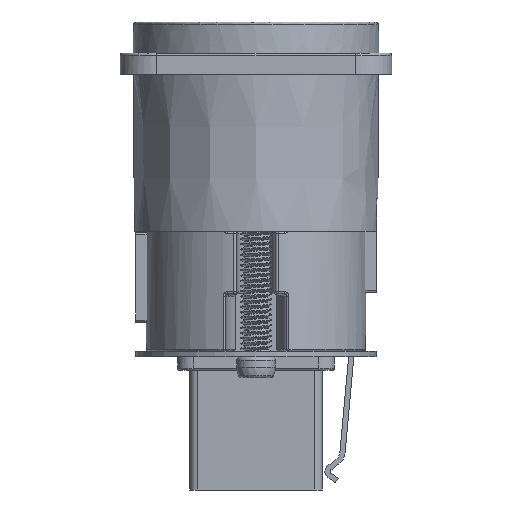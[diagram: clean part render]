
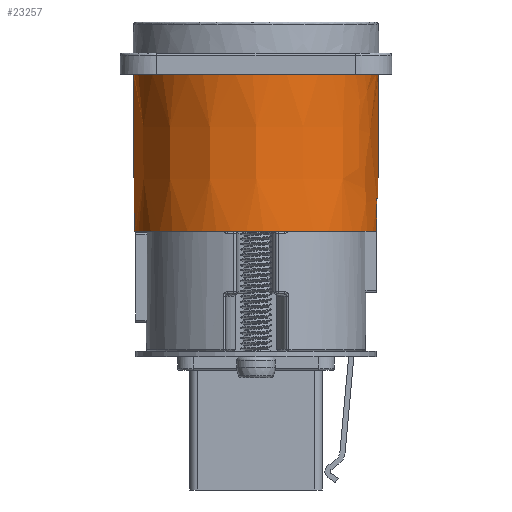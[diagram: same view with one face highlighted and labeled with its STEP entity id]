
A CAD part, front view. The second image highlights one B-rep face of the part: STEP entity #23257.
In plain terms, the highlighted free-form (B-spline) face has degree [3, 3] with [4, 9] control points.
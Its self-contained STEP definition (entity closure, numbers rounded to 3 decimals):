
#145=ELLIPSE('',#24549,10.732,9.411);
#1106=B_SPLINE_SURFACE_WITH_KNOTS('',3,3,((#64508,#64509,#64510,#64511,
#64512,#64513,#64514,#64515,#64516),(#64517,#64518,#64519,#64520,#64521,
#64522,#64523,#64524,#64525),(#64526,#64527,#64528,#64529,#64530,#64531,
#64532,#64533,#64534),(#64535,#64536,#64537,#64538,#64539,#64540,#64541,
#64542,#64543)),.UNSPECIFIED.,.F.,.F.,.F.,(4,4),(4,1,1,1,1,1,4),(-0.02,
1.02),(-0.01,0.,0.125,0.25,0.375,0.5,0.51),.UNSPECIFIED.);
#1416=FACE_OUTER_BOUND('',#2667,.T.);
#2667=EDGE_LOOP('',(#16328,#16329,#16330,#16331,#16332,#16333));
#4651=B_SPLINE_CURVE_WITH_KNOTS('',3,(#47665,#47666,#47667,#47668,#47669,
#47670,#47671,#47672,#47673,#47674,#47675,#47676,#47677,#47678,#47679,#47680,
#47681,#47682),.UNSPECIFIED.,.F.,.F.,(4,2,2,2,2,2,2,2,4),(-5.809,
-4.706,-3.69,-2.763,-2.026,
-1.391,-0.854,-0.417,0.),
 .UNSPECIFIED.);
#4812=B_SPLINE_CURVE_WITH_KNOTS('',3,(#64501,#64502,#64503,#64504,#64505,
#64506),.UNSPECIFIED.,.F.,.F.,(4,2,4),(-0.31,-0.15,
0.),.UNSPECIFIED.);
#4813=B_SPLINE_CURVE_WITH_KNOTS('',3,(#64549,#64550,#64551,#64552,#64553,
#64554,#64555,#64556,#64557,#64558,#64559,#64560,#64561),.UNSPECIFIED.,
 .F.,.F.,(4,3,3,3,4),(0.,0.25,0.5,0.75,1.),.UNSPECIFIED.);
#5128=LINE('',#64547,#7235);
#5129=LINE('',#64562,#7236);
#7235=VECTOR('',#26999,11.9);
#7236=VECTOR('',#27000,15.);
#9449=VERTEX_POINT('',#47662);
#9450=VERTEX_POINT('',#47664);
#9670=VERTEX_POINT('',#64500);
#9671=VERTEX_POINT('',#64544);
#9672=VERTEX_POINT('',#64546);
#9673=VERTEX_POINT('',#64548);
#11739=EDGE_CURVE('',#9449,#9450,#4651,.T.);
#12140=EDGE_CURVE('',#9449,#9670,#4812,.T.);
#12142=EDGE_CURVE('',#9670,#9671,#145,.T.);
#12143=EDGE_CURVE('',#9672,#9671,#5128,.T.);
#12144=EDGE_CURVE('',#9673,#9672,#4813,.T.);
#12145=EDGE_CURVE('',#9673,#9450,#5129,.T.);
#16328=ORIENTED_EDGE('',*,*,#12142,.T.);
#16329=ORIENTED_EDGE('',*,*,#12143,.F.);
#16330=ORIENTED_EDGE('',*,*,#12144,.F.);
#16331=ORIENTED_EDGE('',*,*,#12145,.T.);
#16332=ORIENTED_EDGE('',*,*,#11739,.F.);
#16333=ORIENTED_EDGE('',*,*,#12140,.T.);
#23257=ADVANCED_FACE('',(#1416),#1106,.T.);
#24549=AXIS2_PLACEMENT_3D('',#64545,#26997,#26998);
#26997=DIRECTION('center_axis',(0.,0.,1.));
#26998=DIRECTION('ref_axis',(-0.488,-0.873,0.));
#26999=DIRECTION('',(-0.007,0.,-1.));
#27000=DIRECTION('',(0.007,0.,-1.));
#47662=CARTESIAN_POINT('',(11.531,-2.4,2.65));
#47664=CARTESIAN_POINT('',(-11.632,-0.94,2.65));
#47665=CARTESIAN_POINT('Ctrl Pts',(11.531,-2.4,2.65));
#47666=CARTESIAN_POINT('Ctrl Pts',(11.351,-3.736,2.65));
#47667=CARTESIAN_POINT('Ctrl Pts',(10.936,-5.042,2.65));
#47668=CARTESIAN_POINT('Ctrl Pts',(9.752,-7.345,2.65));
#47669=CARTESIAN_POINT('Ctrl Pts',(8.906,-8.579,2.65));
#47670=CARTESIAN_POINT('Ctrl Pts',(6.449,-10.696,2.65));
#47671=CARTESIAN_POINT('Ctrl Pts',(5.069,-11.466,2.65));
#47672=CARTESIAN_POINT('Ctrl Pts',(2.431,-12.332,2.65));
#47673=CARTESIAN_POINT('Ctrl Pts',(0.964,-12.619,
2.65));
#47674=CARTESIAN_POINT('Ctrl Pts',(-2.191,-12.412,
2.65));
#47675=CARTESIAN_POINT('Ctrl Pts',(-3.634,-12.031,
2.65));
#47676=CARTESIAN_POINT('Ctrl Pts',(-6.079,-10.881,2.65));
#47677=CARTESIAN_POINT('Ctrl Pts',(-7.404,-10.052,
2.65));
#47678=CARTESIAN_POINT('Ctrl Pts',(-9.583,-7.645,2.65));
#47679=CARTESIAN_POINT('Ctrl Pts',(-10.35,-6.375,
2.65));
#47680=CARTESIAN_POINT('Ctrl Pts',(-11.36,-3.714,
2.65));
#47681=CARTESIAN_POINT('Ctrl Pts',(-11.627,-2.329,
2.65));
#47682=CARTESIAN_POINT('Ctrl Pts',(-11.632,-0.94,
2.65));
#64500=CARTESIAN_POINT('',(11.551,-2.4,5.75));
#64501=CARTESIAN_POINT('Ctrl Pts',(11.531,-2.4,2.65));
#64502=CARTESIAN_POINT('Ctrl Pts',(11.534,-2.4,3.185));
#64503=CARTESIAN_POINT('Ctrl Pts',(11.538,-2.4,3.719));
#64504=CARTESIAN_POINT('Ctrl Pts',(11.545,-2.4,4.752));
#64505=CARTESIAN_POINT('Ctrl Pts',(11.548,-2.4,5.251));
#64506=CARTESIAN_POINT('Ctrl Pts',(11.551,-2.4,5.75));
#64508=CARTESIAN_POINT('Ctrl Pts',(-11.711,-0.205,17.95));
#64509=CARTESIAN_POINT('Ctrl Pts',(-11.727,-0.45,17.95));
#64510=CARTESIAN_POINT('Ctrl Pts',(-11.825,-3.76,17.95));
#64511=CARTESIAN_POINT('Ctrl Pts',(-9.163,-10.126,17.95));
#64512=CARTESIAN_POINT('Ctrl Pts',(0.044,-13.903,17.95));
#64513=CARTESIAN_POINT('Ctrl Pts',(9.226,-10.063,17.95));
#64514=CARTESIAN_POINT('Ctrl Pts',(11.844,-3.679,17.95));
#64515=CARTESIAN_POINT('Ctrl Pts',(11.723,-0.37,17.95));
#64516=CARTESIAN_POINT('Ctrl Pts',(11.706,-0.125,17.95));
#64517=CARTESIAN_POINT('Ctrl Pts',(-11.677,-0.207,12.75));
#64518=CARTESIAN_POINT('Ctrl Pts',(-11.692,-0.451,12.75));
#64519=CARTESIAN_POINT('Ctrl Pts',(-11.79,-3.752,12.75));
#64520=CARTESIAN_POINT('Ctrl Pts',(-9.136,-10.099,12.75));
#64521=CARTESIAN_POINT('Ctrl Pts',(0.044,-13.864,12.75));
#64522=CARTESIAN_POINT('Ctrl Pts',(9.199,-10.036,12.75));
#64523=CARTESIAN_POINT('Ctrl Pts',(11.81,-3.671,12.75));
#64524=CARTESIAN_POINT('Ctrl Pts',(11.689,-0.371,12.75));
#64525=CARTESIAN_POINT('Ctrl Pts',(11.672,-0.127,12.75));
#64526=CARTESIAN_POINT('Ctrl Pts',(-11.643,-0.209,7.55));
#64527=CARTESIAN_POINT('Ctrl Pts',(-11.658,-0.453,7.55));
#64528=CARTESIAN_POINT('Ctrl Pts',(-11.756,-3.743,7.55));
#64529=CARTESIAN_POINT('Ctrl Pts',(-9.109,-10.072,7.55));
#64530=CARTESIAN_POINT('Ctrl Pts',(0.044,-13.826,7.55));
#64531=CARTESIAN_POINT('Ctrl Pts',(9.172,-10.009,7.55));
#64532=CARTESIAN_POINT('Ctrl Pts',(11.775,-3.663,7.55));
#64533=CARTESIAN_POINT('Ctrl Pts',(11.655,-0.373,7.55));
#64534=CARTESIAN_POINT('Ctrl Pts',(11.638,-0.129,7.55));
#64535=CARTESIAN_POINT('Ctrl Pts',(-11.609,-0.211,2.35));
#64536=CARTESIAN_POINT('Ctrl Pts',(-11.624,-0.454,2.35));
#64537=CARTESIAN_POINT('Ctrl Pts',(-11.721,-3.735,2.35));
#64538=CARTESIAN_POINT('Ctrl Pts',(-9.082,-10.045,2.35));
#64539=CARTESIAN_POINT('Ctrl Pts',(0.044,-13.788,2.35));
#64540=CARTESIAN_POINT('Ctrl Pts',(9.145,-9.982,2.35));
#64541=CARTESIAN_POINT('Ctrl Pts',(11.74,-3.654,2.35));
#64542=CARTESIAN_POINT('Ctrl Pts',(11.62,-0.374,2.35));
#64543=CARTESIAN_POINT('Ctrl Pts',(11.604,-0.131,2.35));
#64544=CARTESIAN_POINT('',(11.652,-0.86,5.75));
#64545=CARTESIAN_POINT('Origin',(1.911,-2.06,5.75));
#64546=CARTESIAN_POINT('',(11.731,-0.86,17.65));
#64547=CARTESIAN_POINT('',(11.731,-0.86,17.65));
#64548=CARTESIAN_POINT('',(-11.731,-0.94,17.65));
#64549=CARTESIAN_POINT('Ctrl Pts',(-11.731,-0.94,17.65));
#64550=CARTESIAN_POINT('Ctrl Pts',(-11.721,-4.004,17.65));
#64551=CARTESIAN_POINT('Ctrl Pts',(-10.441,-7.064,17.65));
#64552=CARTESIAN_POINT('Ctrl Pts',(-8.267,-9.223,
17.65));
#64553=CARTESIAN_POINT('Ctrl Pts',(-6.093,-11.383,17.65));
#64554=CARTESIAN_POINT('Ctrl Pts',(-3.024,-12.642,17.65));
#64555=CARTESIAN_POINT('Ctrl Pts',(0.04,-12.631,
17.65));
#64556=CARTESIAN_POINT('Ctrl Pts',(3.104,-12.621,17.65));
#64557=CARTESIAN_POINT('Ctrl Pts',(6.164,-11.341,17.65));
#64558=CARTESIAN_POINT('Ctrl Pts',(8.323,-9.167,17.65));
#64559=CARTESIAN_POINT('Ctrl Pts',(10.483,-6.993,17.65));
#64560=CARTESIAN_POINT('Ctrl Pts',(11.742,-3.924,17.65));
#64561=CARTESIAN_POINT('Ctrl Pts',(11.731,-0.86,17.65));
#64562=CARTESIAN_POINT('',(-11.731,-0.94,17.65));
